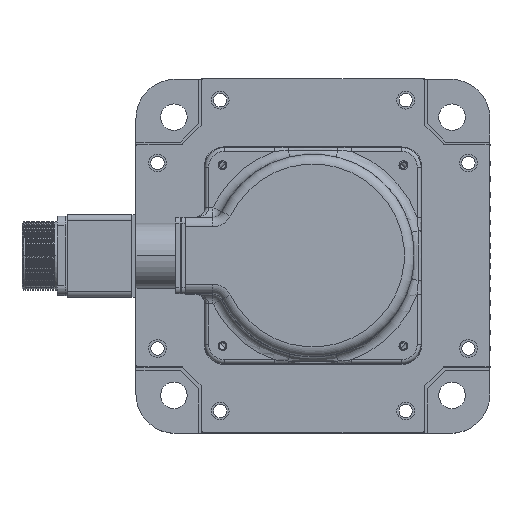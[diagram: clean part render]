
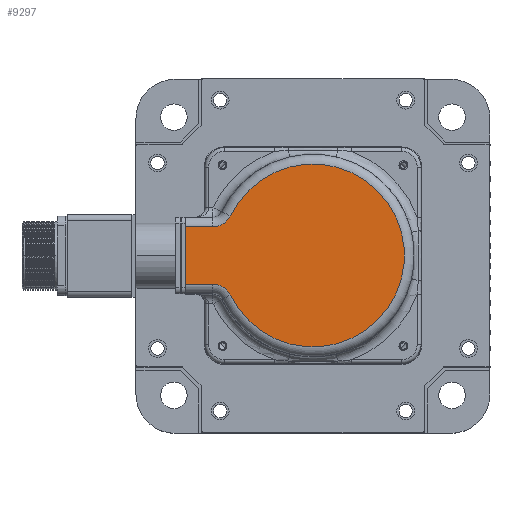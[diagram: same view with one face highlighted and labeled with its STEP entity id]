
A CAD part, top view. The second image highlights one B-rep face of the part: STEP entity #9297.
In plain terms, the highlighted planar face has unit normal (0, 0, 1).
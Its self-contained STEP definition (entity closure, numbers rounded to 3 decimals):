
#1420 = CARTESIAN_POINT ( 'NONE',  ( 0., 0., 334. ) ) ;
#1540 = LINE ( 'NONE', #20507, #11189 ) ;
#1749 = DIRECTION ( 'NONE',  ( 0., 0., 1. ) ) ;
#1911 = EDGE_LOOP ( 'NONE', ( #8033, #8216, #9648, #17356, #6284, #11618 ) ) ;
#4096 = CARTESIAN_POINT ( 'NONE',  ( -47.666, -14.5, 334. ) ) ;
#5045 = VERTEX_POINT ( 'NONE', #29576 ) ;
#5355 = VERTEX_POINT ( 'NONE', #5838 ) ;
#5838 = CARTESIAN_POINT ( 'NONE',  ( -65., 14.5, 334. ) ) ;
#5883 = CARTESIAN_POINT ( 'NONE',  ( -50.912, -24.5, 334. ) ) ;
#6284 = ORIENTED_EDGE ( 'NONE', *, *, #15885, .F. ) ;
#6471 = VERTEX_POINT ( 'NONE', #28456 ) ;
#6706 = DIRECTION ( 'NONE',  ( -1., 0., 0. ) ) ;
#8033 = ORIENTED_EDGE ( 'NONE', *, *, #25628, .F. ) ;
#8216 = ORIENTED_EDGE ( 'NONE', *, *, #11736, .T. ) ;
#8261 = CARTESIAN_POINT ( 'NONE',  ( -41.901, 20.164, 334. ) ) ;
#8433 = VERTEX_POINT ( 'NONE', #18666 ) ;
#9297 = ADVANCED_FACE ( 'NONE', ( #14477 ), #16409, .T. ) ;
#9648 = ORIENTED_EDGE ( 'NONE', *, *, #11402, .F. ) ;
#9726 = LINE ( 'NONE', #4096, #27838 ) ;
#10409 = VERTEX_POINT ( 'NONE', #8261 ) ;
#10506 = LINE ( 'NONE', #29459, #25485 ) ;
#10791 = DIRECTION ( 'NONE',  ( -1., 0., 0. ) ) ;
#11058 = DIRECTION ( 'NONE',  ( 0., 0., 1. ) ) ;
#11108 = VERTEX_POINT ( 'NONE', #15144 ) ;
#11189 = VECTOR ( 'NONE', #10791, 1000. ) ;
#11402 = EDGE_CURVE ( 'NONE', #5045, #5355, #10506, .T. ) ;
#11618 = ORIENTED_EDGE ( 'NONE', *, *, #26826, .T. ) ;
#11736 = EDGE_CURVE ( 'NONE', #8433, #5355, #1540, .T. ) ;
#11927 = AXIS2_PLACEMENT_3D ( 'NONE', #1420, #1749, #6706 ) ;
#13913 = AXIS2_PLACEMENT_3D ( 'NONE', #26261, #31326, #16529 ) ;
#14068 = CARTESIAN_POINT ( 'NONE',  ( 0., 0., 334. ) ) ;
#14477 = FACE_OUTER_BOUND ( 'NONE', #1911, .T. ) ;
#15144 = CARTESIAN_POINT ( 'NONE',  ( -50.912, -14.5, 334. ) ) ;
#15595 = DIRECTION ( 'NONE',  ( -1., 0., 0. ) ) ;
#15885 = EDGE_CURVE ( 'NONE', #6471, #11108, #20664, .T. ) ;
#16409 = PLANE ( 'NONE',  #11927 ) ;
#16529 = DIRECTION ( 'NONE',  ( -1., 0., 0. ) ) ;
#16885 = CIRCLE ( 'NONE', #13913, 10. ) ;
#17356 = ORIENTED_EDGE ( 'NONE', *, *, #22329, .T. ) ;
#18666 = CARTESIAN_POINT ( 'NONE',  ( -50.912, 14.5, 334. ) ) ;
#18940 = DIRECTION ( 'NONE',  ( -1., 0., 0. ) ) ;
#20507 = CARTESIAN_POINT ( 'NONE',  ( 0., 14.5, 334. ) ) ;
#20664 = CIRCLE ( 'NONE', #24266, 10. ) ;
#22329 = EDGE_CURVE ( 'NONE', #5045, #11108, #9726, .T. ) ;
#24266 = AXIS2_PLACEMENT_3D ( 'NONE', #5883, #11058, #15595 ) ;
#24311 = DIRECTION ( 'NONE',  ( 0., 1., 0. ) ) ;
#25485 = VECTOR ( 'NONE', #24311, 1000. ) ;
#25628 = EDGE_CURVE ( 'NONE', #8433, #10409, #16885, .T. ) ;
#26102 = DIRECTION ( 'NONE',  ( 1., 0., 0. ) ) ;
#26261 = CARTESIAN_POINT ( 'NONE',  ( -50.912, 24.5, 334. ) ) ;
#26578 = DIRECTION ( 'NONE',  ( 0., 0., 1. ) ) ;
#26826 = EDGE_CURVE ( 'NONE', #6471, #10409, #31867, .T. ) ;
#27838 = VECTOR ( 'NONE', #26102, 1000. ) ;
#28146 = AXIS2_PLACEMENT_3D ( 'NONE', #14068, #26578, #18940 ) ;
#28456 = CARTESIAN_POINT ( 'NONE',  ( -41.901, -20.164, 334. ) ) ;
#29459 = CARTESIAN_POINT ( 'NONE',  ( -65., 0., 334. ) ) ;
#29576 = CARTESIAN_POINT ( 'NONE',  ( -65., -14.5, 334. ) ) ;
#31326 = DIRECTION ( 'NONE',  ( 0., 0., 1. ) ) ;
#31867 = CIRCLE ( 'NONE', #28146, 46.5 ) ;
